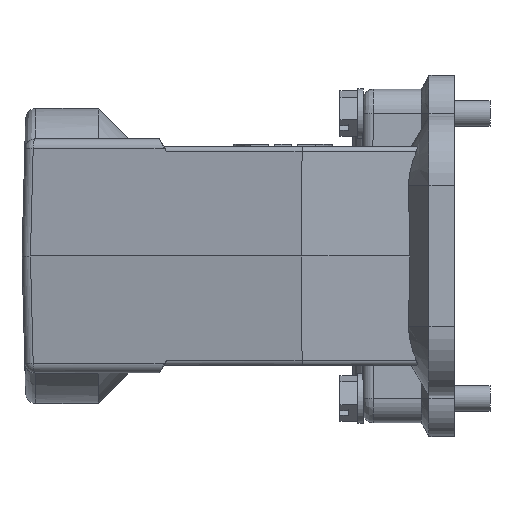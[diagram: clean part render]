
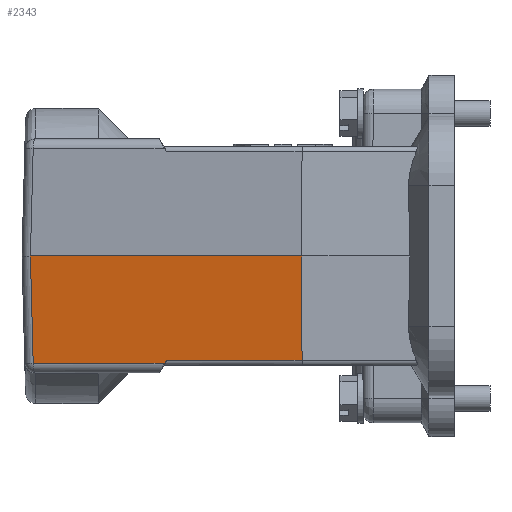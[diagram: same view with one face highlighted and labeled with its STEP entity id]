
A CAD part, left-side view. The second image highlights one B-rep face of the part: STEP entity #2343.
In plain terms, the highlighted planar face has unit normal (-0.985, 0.174, -0.026).
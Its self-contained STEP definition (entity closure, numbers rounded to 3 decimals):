
#2025=PLANE('',#8833);
#2343=ADVANCED_FACE('',(#2759),#2025,.F.);
#2759=FACE_OUTER_BOUND('',#3133,.T.);
#3133=EDGE_LOOP('',(#5716,#5717,#5718,#5719,#5720,#5721));
#3760=LINE('',#12742,#4457);
#3764=LINE('',#12772,#4461);
#3766=LINE('',#12793,#4463);
#3767=LINE('',#12795,#4464);
#3768=LINE('',#12797,#4465);
#3769=LINE('',#12798,#4466);
#4457=VECTOR('',#10120,1.);
#4461=VECTOR('',#10128,1.);
#4463=VECTOR('',#10132,1.);
#4464=VECTOR('',#10133,1.);
#4465=VECTOR('',#10134,1.);
#4466=VECTOR('',#10135,1.);
#5716=ORIENTED_EDGE('',*,*,#7776,.F.);
#5717=ORIENTED_EDGE('',*,*,#7773,.F.);
#5718=ORIENTED_EDGE('',*,*,#7777,.T.);
#5719=ORIENTED_EDGE('',*,*,#7778,.F.);
#5720=ORIENTED_EDGE('',*,*,#7766,.F.);
#5721=ORIENTED_EDGE('',*,*,#7779,.F.);
#6968=VERTEX_POINT('',#12739);
#6969=VERTEX_POINT('',#12743);
#6973=VERTEX_POINT('',#12762);
#6975=VERTEX_POINT('',#12773);
#6977=VERTEX_POINT('',#12794);
#6978=VERTEX_POINT('',#12796);
#7766=EDGE_CURVE('',#6968,#6969,#3760,.T.);
#7773=EDGE_CURVE('',#6973,#6975,#3764,.T.);
#7776=EDGE_CURVE('',#6975,#6977,#3766,.T.);
#7777=EDGE_CURVE('',#6973,#6978,#3767,.T.);
#7778=EDGE_CURVE('',#6969,#6978,#3768,.T.);
#7779=EDGE_CURVE('',#6977,#6968,#3769,.T.);
#8833=AXIS2_PLACEMENT_3D('',#12799,#10136,#10137);
#10120=DIRECTION('',(-0.022,0.026,0.999));
#10128=DIRECTION('',(0.174,0.985,0.));
#10132=DIRECTION('',(0.111,0.497,-0.861));
#10133=DIRECTION('',(-0.026,0.002,1.));
#10134=DIRECTION('',(-0.174,-0.985,0.));
#10135=DIRECTION('',(0.174,0.985,0.));
#10136=DIRECTION('',(0.984,-0.174,0.026));
#10137=DIRECTION('',(-0.174,-0.985,0.));
#12739=CARTESIAN_POINT('',(-50.131,71.597,-21.052));
#12742=CARTESIAN_POINT('',(-50.131,71.597,-21.052));
#12743=CARTESIAN_POINT('',(-50.593,72.148,0.));
#12762=CARTESIAN_POINT('',(-59.463,18.753,-20.526));
#12772=CARTESIAN_POINT('',(-59.463,18.753,-20.526));
#12773=CARTESIAN_POINT('',(-54.769,45.372,-20.526));
#12793=CARTESIAN_POINT('',(-54.769,45.372,-20.526));
#12794=CARTESIAN_POINT('',(-54.701,45.676,-21.052));
#12795=CARTESIAN_POINT('',(-59.463,18.753,-20.526));
#12796=CARTESIAN_POINT('',(-60.,18.8,0.));
#12797=CARTESIAN_POINT('',(-50.593,72.148,0.));
#12798=CARTESIAN_POINT('',(-54.701,45.676,-21.052));
#12799=CARTESIAN_POINT('',(-49.386,79.346,2.336));
